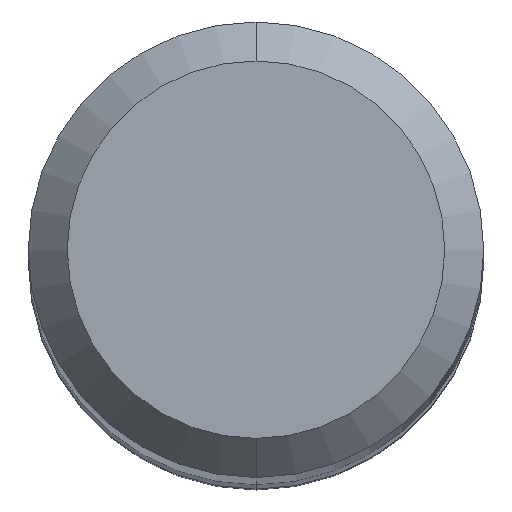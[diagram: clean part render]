
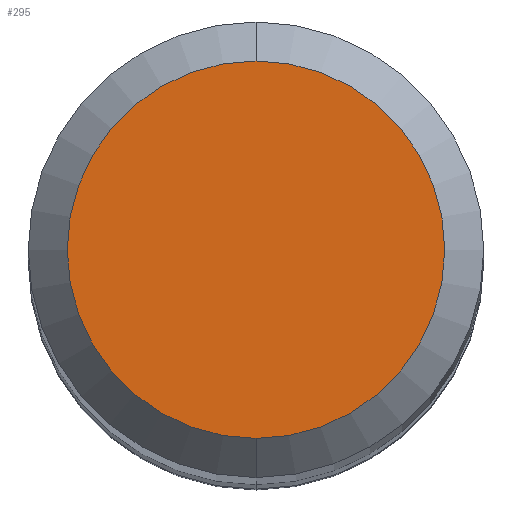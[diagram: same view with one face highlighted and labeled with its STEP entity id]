
A CAD part, top view. The second image highlights one B-rep face of the part: STEP entity #295.
In plain terms, the highlighted planar face has unit normal (0, 0, 1).
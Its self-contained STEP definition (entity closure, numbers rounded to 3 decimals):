
#261=VERTEX_POINT('',#651);
#295=ADVANCED_FACE('',(#689),#690,.T.);
#299=EDGE_CURVE('',#261,#475,#694,.T.);
#371=EDGE_CURVE('',#475,#261,#776,.T.);
#475=VERTEX_POINT('',#889);
#651=CARTESIAN_POINT('',(0.,-1.45,0.0));
#689=FACE_OUTER_BOUND('',#1196,.T.);
#690=PLANE('',#1197);
#694=CIRCLE('',#1203,1.45);
#776=CIRCLE('',#1378,1.45);
#889=CARTESIAN_POINT('',(0.0,1.45,0.0));
#1196=EDGE_LOOP('',(#1858,#1859));
#1197=AXIS2_PLACEMENT_3D('',#1860,#1861,#1862);
#1203=AXIS2_PLACEMENT_3D('',#1866,#1867,#1868);
#1378=AXIS2_PLACEMENT_3D('',#1958,#1959,#1960);
#1858=ORIENTED_EDGE('',*,*,#371,.F.);
#1859=ORIENTED_EDGE('',*,*,#299,.F.);
#1860=CARTESIAN_POINT('',(0.0,0.725,0.0));
#1861=DIRECTION('',(-0.0,0.0,1.0));
#1862=DIRECTION('',(0.0,-1.0,0.0));
#1866=CARTESIAN_POINT('',(0.0,0.0,0.0));
#1867=DIRECTION('',(0.0,0.0,-1.0));
#1868=DIRECTION('',(0.0,1.0,0.0));
#1958=CARTESIAN_POINT('',(0.0,0.0,0.0));
#1959=DIRECTION('',(0.0,0.0,-1.0));
#1960=DIRECTION('',(0.0,1.0,0.0));
